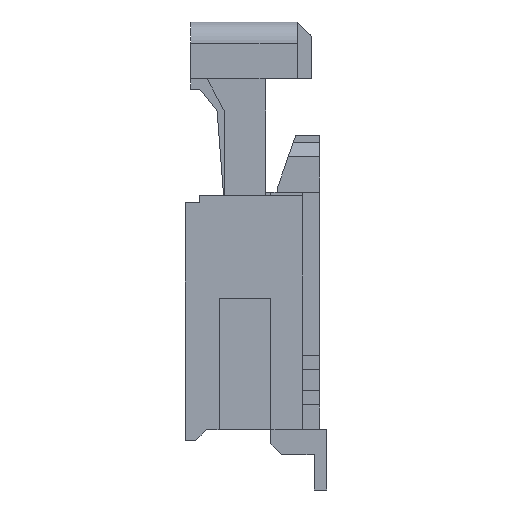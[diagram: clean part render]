
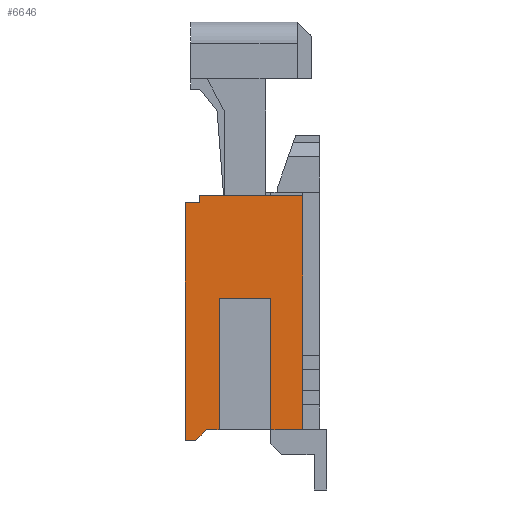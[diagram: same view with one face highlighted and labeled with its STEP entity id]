
A CAD part, left-side view. The second image highlights one B-rep face of the part: STEP entity #6646.
In plain terms, the highlighted planar face has unit normal (-1, 0, 0).
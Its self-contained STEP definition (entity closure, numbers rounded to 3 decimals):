
#1493=DIRECTION('',(0.,0.,1.));
#1494=VECTOR('',#1493,1.85);
#1495=CARTESIAN_POINT('',(-4.65,0.69,0.15));
#1496=LINE('',#1495,#1494);
#1497=DIRECTION('',(0.,0.,1.));
#1498=VECTOR('',#1497,1.85);
#1499=CARTESIAN_POINT('',(-4.65,1.42,0.15));
#1500=LINE('',#1499,#1498);
#1501=DIRECTION('',(0.,1.,0.));
#1502=VECTOR('',#1501,0.18);
#1503=CARTESIAN_POINT('',(-4.65,1.42,0.15));
#1504=LINE('',#1503,#1502);
#1505=DIRECTION('',(0.,-0.707,0.707));
#1506=VECTOR('',#1505,0.212);
#1507=CARTESIAN_POINT('',(-4.65,1.75,0.));
#1508=LINE('',#1507,#1506);
#1509=DIRECTION('',(0.,0.,1.));
#1510=VECTOR('',#1509,3.35);
#1511=CARTESIAN_POINT('',(-4.65,1.9,0.));
#1512=LINE('',#1511,#1510);
#1513=DIRECTION('',(0.,-1.,0.));
#1514=VECTOR('',#1513,0.2);
#1515=CARTESIAN_POINT('',(-4.65,1.9,3.35));
#1516=LINE('',#1515,#1514);
#1517=DIRECTION('',(0.,0.,-1.));
#1518=VECTOR('',#1517,0.1);
#1519=CARTESIAN_POINT('',(-4.65,1.7,3.45));
#1520=LINE('',#1519,#1518);
#1521=DIRECTION('',(0.,-1.,0.));
#1522=VECTOR('',#1521,1.46);
#1523=CARTESIAN_POINT('',(-4.65,1.7,3.45));
#1524=LINE('',#1523,#1522);
#1525=DIRECTION('',(0.,0.,-1.));
#1526=VECTOR('',#1525,2.25);
#1527=CARTESIAN_POINT('',(-4.65,0.24,3.45));
#1528=LINE('',#1527,#1526);
#1529=DIRECTION('',(0.,0.,1.));
#1530=VECTOR('',#1529,1.05);
#1531=CARTESIAN_POINT('',(-4.65,0.24,0.15));
#1532=LINE('',#1531,#1530);
#1533=DIRECTION('',(0.,1.,0.));
#1534=VECTOR('',#1533,0.45);
#1535=CARTESIAN_POINT('',(-4.65,0.24,0.15));
#1536=LINE('',#1535,#1534);
#1557=DIRECTION('',(0.,-1.,0.));
#1558=VECTOR('',#1557,0.73);
#1559=CARTESIAN_POINT('',(-4.65,1.42,2.));
#1560=LINE('',#1559,#1558);
#1757=DIRECTION('',(0.,-1.,0.));
#1758=VECTOR('',#1757,0.15);
#1759=CARTESIAN_POINT('',(-4.65,1.9,0.));
#1760=LINE('',#1759,#1758);
#3826=CARTESIAN_POINT('',(-4.65,1.9,0.));
#3828=VERTEX_POINT('',#3826);
#3837=CARTESIAN_POINT('',(-4.65,1.75,0.));
#3839=VERTEX_POINT('',#3837);
#3843=CARTESIAN_POINT('',(-4.65,1.6,0.15));
#3844=VERTEX_POINT('',#3843);
#3921=CARTESIAN_POINT('',(-4.65,1.9,3.35));
#3922=VERTEX_POINT('',#3921);
#3929=CARTESIAN_POINT('',(-4.65,1.7,3.35));
#3930=VERTEX_POINT('',#3929);
#3939=CARTESIAN_POINT('',(-4.65,1.7,3.45));
#3940=VERTEX_POINT('',#3939);
#3941=CARTESIAN_POINT('',(-4.65,1.42,0.15));
#3943=VERTEX_POINT('',#3941);
#3947=CARTESIAN_POINT('',(-4.65,0.69,0.15));
#3948=VERTEX_POINT('',#3947);
#3987=CARTESIAN_POINT('',(-4.65,0.24,3.45));
#3988=VERTEX_POINT('',#3987);
#4813=CARTESIAN_POINT('',(-4.65,0.24,0.15));
#4814=CARTESIAN_POINT('',(-4.65,0.24,1.2));
#4815=VERTEX_POINT('',#4813);
#4816=VERTEX_POINT('',#4814);
#5001=CARTESIAN_POINT('',(-4.65,1.42,2.));
#5002=VERTEX_POINT('',#5001);
#5026=CARTESIAN_POINT('',(-4.65,0.69,2.));
#5028=VERTEX_POINT('',#5026);
#6621=CARTESIAN_POINT('',(-4.65,1.9,0.));
#6622=DIRECTION('',(-1.,0.,0.));
#6623=DIRECTION('',(0.,-1.,0.));
#6624=AXIS2_PLACEMENT_3D('',#6621,#6622,#6623);
#6625=PLANE('',#6624);
#6626=ORIENTED_EDGE('',*,*,#5331,.T.);
#6628=ORIENTED_EDGE('',*,*,#6627,.F.);
#6629=ORIENTED_EDGE('',*,*,#5605,.F.);
#6630=ORIENTED_EDGE('',*,*,#5712,.T.);
#6632=ORIENTED_EDGE('',*,*,#6631,.F.);
#6634=ORIENTED_EDGE('',*,*,#6633,.F.);
#6635=ORIENTED_EDGE('',*,*,#6599,.T.);
#6636=ORIENTED_EDGE('',*,*,#6468,.T.);
#6638=ORIENTED_EDGE('',*,*,#6637,.F.);
#6639=ORIENTED_EDGE('',*,*,#5202,.T.);
#6640=ORIENTED_EDGE('',*,*,#5937,.T.);
#6642=ORIENTED_EDGE('',*,*,#6641,.F.);
#6643=ORIENTED_EDGE('',*,*,#5718,.T.);
#6644=EDGE_LOOP('',(#6626,#6628,#6629,#6630,#6632,#6634,#6635,#6636,#6638,#6639,
#6640,#6642,#6643));
#6645=FACE_OUTER_BOUND('',#6644,.F.);
#6646=ADVANCED_FACE('',(#6645),#6625,.T.);
#5202=EDGE_CURVE('',#3940,#3988,#1524,.T.);
#5331=EDGE_CURVE('',#3948,#5028,#1496,.T.);
#5605=EDGE_CURVE('',#3943,#5002,#1500,.T.);
#5712=EDGE_CURVE('',#3943,#3844,#1504,.T.);
#5718=EDGE_CURVE('',#4815,#3948,#1536,.T.);
#5937=EDGE_CURVE('',#3988,#4816,#1528,.T.);
#6468=EDGE_CURVE('',#3922,#3930,#1516,.T.);
#6599=EDGE_CURVE('',#3828,#3922,#1512,.T.);
#6627=EDGE_CURVE('',#5002,#5028,#1560,.T.);
#6631=EDGE_CURVE('',#3839,#3844,#1508,.T.);
#6633=EDGE_CURVE('',#3828,#3839,#1760,.T.);
#6637=EDGE_CURVE('',#3940,#3930,#1520,.T.);
#6641=EDGE_CURVE('',#4815,#4816,#1532,.T.);
